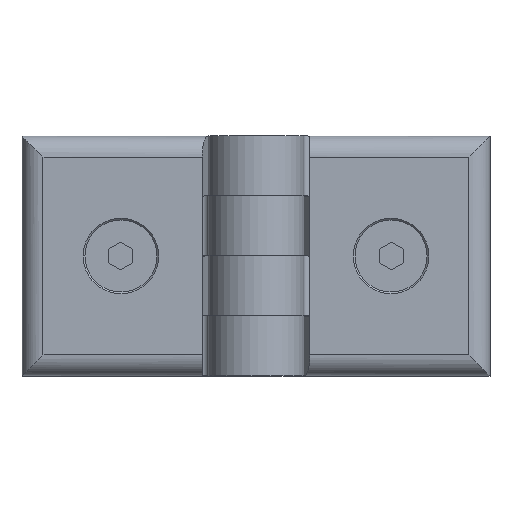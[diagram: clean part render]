
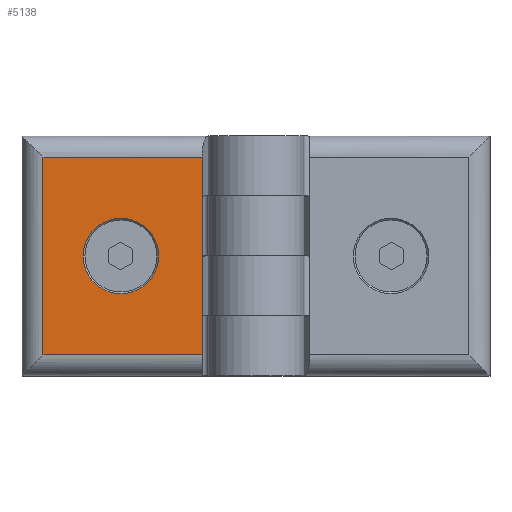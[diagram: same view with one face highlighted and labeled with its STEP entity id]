
A CAD part, top view. The second image highlights one B-rep face of the part: STEP entity #5138.
In plain terms, the highlighted face is planar.
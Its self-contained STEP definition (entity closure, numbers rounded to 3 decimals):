
#211=CIRCLE('',#5443,6.3);
#435=LINE('',#7258,#733);
#452=LINE('',#7319,#750);
#453=LINE('',#7324,#751);
#454=LINE('',#7328,#752);
#733=VECTOR('',#6012,1000.);
#750=VECTOR('',#6071,1000.);
#751=VECTOR('',#6078,1000.);
#752=VECTOR('',#6083,1000.);
#1172=ORIENTED_EDGE('',*,*,#2181,.T.);
#1173=ORIENTED_EDGE('',*,*,#2177,.T.);
#1174=ORIENTED_EDGE('',*,*,#2182,.T.);
#1175=ORIENTED_EDGE('',*,*,#2180,.F.);
#1176=ORIENTED_EDGE('',*,*,#2144,.T.);
#2144=EDGE_CURVE('',#2648,#2647,#435,.T.);
#2177=EDGE_CURVE('',#2647,#2670,#452,.T.);
#2180=EDGE_CURVE('',#2648,#2671,#453,.T.);
#2181=EDGE_CURVE('',#2672,#2672,#211,.T.);
#2182=EDGE_CURVE('',#2670,#2671,#454,.T.);
#2647=VERTEX_POINT('',#7257);
#2648=VERTEX_POINT('',#7259);
#2670=VERTEX_POINT('',#7318);
#2671=VERTEX_POINT('',#7322);
#2672=VERTEX_POINT('',#7327);
#2951=EDGE_LOOP('',(#1172));
#2952=EDGE_LOOP('',(#1173,#1174,#1175,#1176));
#3233=FACE_BOUND('',#2951,.T.);
#3234=FACE_BOUND('',#2952,.T.);
#3493=PLANE('',#5442);
#5138=ADVANCED_FACE('',(#3233,#3234),#3493,.F.);
#5442=AXIS2_PLACEMENT_3D('',#7325,#6079,#6080);
#5443=AXIS2_PLACEMENT_3D('',#7326,#6081,#6082);
#6012=DIRECTION('',(0.,0.,-1.));
#6071=DIRECTION('',(-1.,0.,0.));
#6078=DIRECTION('',(-1.,0.,0.));
#6079=DIRECTION('',(0.,-1.,0.));
#6080=DIRECTION('',(0.,0.,-1.));
#6081=DIRECTION('',(0.,-1.,0.));
#6082=DIRECTION('',(0.,0.,-1.));
#6083=DIRECTION('',(0.,0.,1.));
#7257=CARTESIAN_POINT('',(-8.98,-0.5,-16.5));
#7258=CARTESIAN_POINT('',(-8.98,-0.5,20.));
#7259=CARTESIAN_POINT('',(-8.98,-0.5,16.5));
#7318=CARTESIAN_POINT('',(-35.5,-0.5,-16.5));
#7319=CARTESIAN_POINT('',(-6.56,-0.5,-16.5));
#7322=CARTESIAN_POINT('',(-35.5,-0.5,16.5));
#7324=CARTESIAN_POINT('',(-6.56,-0.5,16.5));
#7325=CARTESIAN_POINT('',(-8.98,-0.5,20.));
#7326=CARTESIAN_POINT('',(-22.51,-0.5,0.));
#7327=CARTESIAN_POINT('',(-22.51,-0.5,-6.3));
#7328=CARTESIAN_POINT('',(-35.5,-0.5,-20.));
